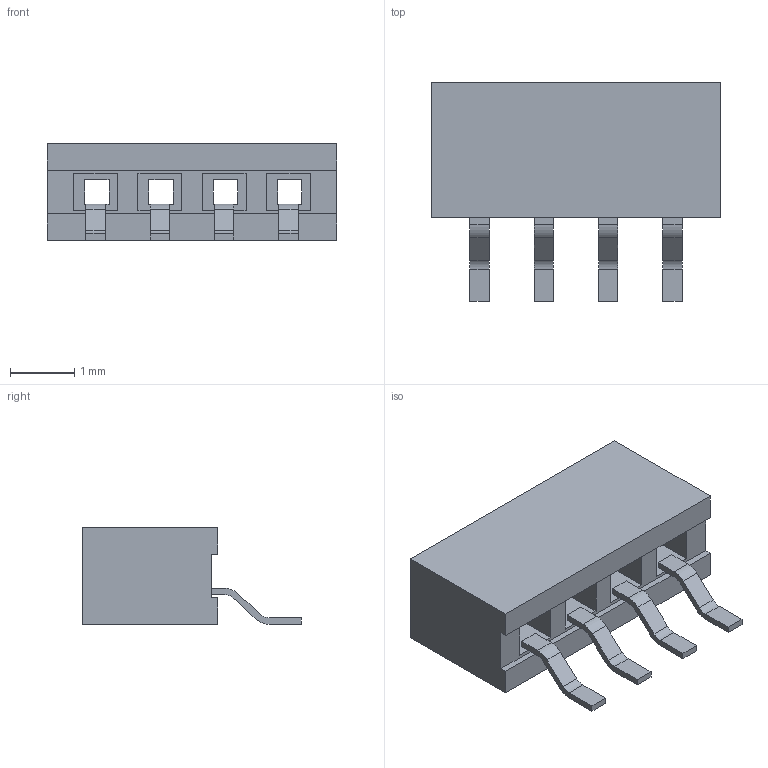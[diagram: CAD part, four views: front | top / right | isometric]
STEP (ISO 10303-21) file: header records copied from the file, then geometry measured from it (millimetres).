
FILE_DESCRIPTION (( 'STEP AP214' ), '1' );
FILE_NAME ('DEFAULT.STEP', '2023-01-10T11:08:55', ( '' ), ( '' ), 'SwSTEP 2.0', 'SolidWorks 2022', '' );
FILE_SCHEMA (( 'AUTOMOTIVE_DESIGN' ));
Length unit declared in the file: inch
Products named in the file (4): DEFAULT; DEFAULT-1
Assembly tree (6 placements, depth 3):
  DEFAULT
    DEFAULT
      DEFAULT
      DEFAULT-1  x4
Bounding box: 4.5 x 3.4 x 1.5 mm (x, y, z)
Volume: 11.1 mm3; surface area: 62.8 mm2
Topology: 5 solids, 5 shells, 118 faces, 296 edges, 192 vertices
Faces by surface type: plane 102, cylinder 16
Entity records: 2404 total; most frequent: CARTESIAN_POINT 454, ORIENTED_EDGE 376, DIRECTION 348, EDGE_CURVE 188, VECTOR 160, LINE 160, VERTEX_POINT 120, AXIS2_PLACEMENT_3D 94
